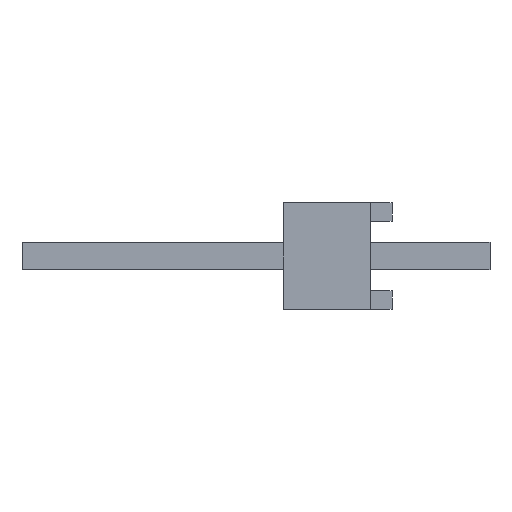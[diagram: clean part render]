
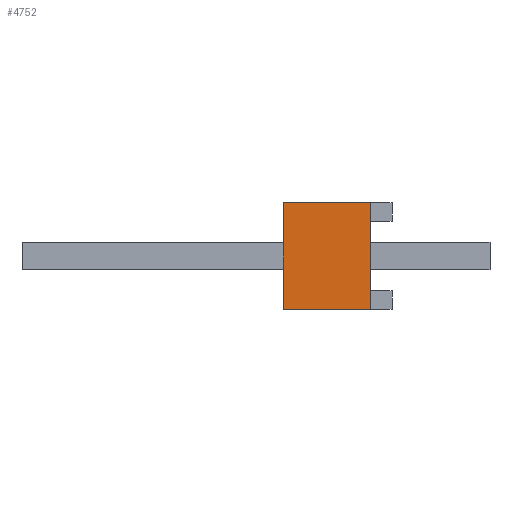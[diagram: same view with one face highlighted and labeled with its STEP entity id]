
A CAD part, left-side view. The second image highlights one B-rep face of the part: STEP entity #4752.
In plain terms, the highlighted planar face has unit normal (-1, 0, 0).
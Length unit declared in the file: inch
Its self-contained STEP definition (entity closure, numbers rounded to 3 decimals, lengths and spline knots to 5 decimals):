
#839 = DIRECTION ( 'NONE',  ( 0., -1., 0. ) ) ;
#958 = CARTESIAN_POINT ( 'NONE',  ( -0.3, 0.02, -0.049 ) ) ;
#1346 = ORIENTED_EDGE ( 'NONE', *, *, #6458, .T. ) ;
#1472 = EDGE_CURVE ( 'NONE', #4328, #3557, #1586, .T. ) ;
#1586 = LINE ( 'NONE', #958, #7315 ) ;
#1653 = LINE ( 'NONE', #3080, #2523 ) ;
#2523 = VECTOR ( 'NONE', #4910, 39.37008 ) ;
#2814 = VERTEX_POINT ( 'NONE', #7707 ) ;
#3080 = CARTESIAN_POINT ( 'NONE',  ( -0.3, 0.1, -0.049 ) ) ;
#3194 = ORIENTED_EDGE ( 'NONE', *, *, #1472, .F. ) ;
#3380 = ORIENTED_EDGE ( 'NONE', *, *, #5962, .F. ) ;
#3426 = LINE ( 'NONE', #4513, #6464 ) ;
#3557 = VERTEX_POINT ( 'NONE', #3868 ) ;
#3793 = FACE_OUTER_BOUND ( 'NONE', #6108, .T. ) ;
#3868 = CARTESIAN_POINT ( 'NONE',  ( -0.3, 0.02, -0.049 ) ) ;
#4328 = VERTEX_POINT ( 'NONE', #7905 ) ;
#4513 = CARTESIAN_POINT ( 'NONE',  ( -0.3, 0.1, 0.049 ) ) ;
#4636 = EDGE_CURVE ( 'NONE', #2814, #4328, #3426, .T. ) ;
#4682 = DIRECTION ( 'NONE',  ( 1., 0., 0. ) ) ;
#4752 = ADVANCED_FACE ( 'NONE', ( #3793 ), #6566, .F. ) ;
#4910 = DIRECTION ( 'NONE',  ( 0., 0., 1. ) ) ;
#5056 = CARTESIAN_POINT ( 'NONE',  ( -0.3, 0.1, -0.049 ) ) ;
#5342 = CARTESIAN_POINT ( 'NONE',  ( -0.3, 0.1, -0.049 ) ) ;
#5388 = DIRECTION ( 'NONE',  ( 0., -1., 0. ) ) ;
#5536 = VERTEX_POINT ( 'NONE', #5056 ) ;
#5604 = AXIS2_PLACEMENT_3D ( 'NONE', #7125, #4682, #7769 ) ;
#5794 = DIRECTION ( 'NONE',  ( 0., 0., -1. ) ) ;
#5962 = EDGE_CURVE ( 'NONE', #5536, #2814, #1653, .T. ) ;
#6108 = EDGE_LOOP ( 'NONE', ( #3194, #6114, #3380, #1346 ) ) ;
#6114 = ORIENTED_EDGE ( 'NONE', *, *, #4636, .F. ) ;
#6458 = EDGE_CURVE ( 'NONE', #5536, #3557, #7370, .T. ) ;
#6464 = VECTOR ( 'NONE', #839, 39.37008 ) ;
#6566 = PLANE ( 'NONE',  #5604 ) ;
#6713 = VECTOR ( 'NONE', #5388, 39.37008 ) ;
#7125 = CARTESIAN_POINT ( 'NONE',  ( -0.3, 0.1, -0.049 ) ) ;
#7315 = VECTOR ( 'NONE', #5794, 39.37008 ) ;
#7370 = LINE ( 'NONE', #5342, #6713 ) ;
#7707 = CARTESIAN_POINT ( 'NONE',  ( -0.3, 0.1, 0.049 ) ) ;
#7769 = DIRECTION ( 'NONE',  ( 0., 0., -1. ) ) ;
#7905 = CARTESIAN_POINT ( 'NONE',  ( -0.3, 0.02, 0.049 ) ) ;
